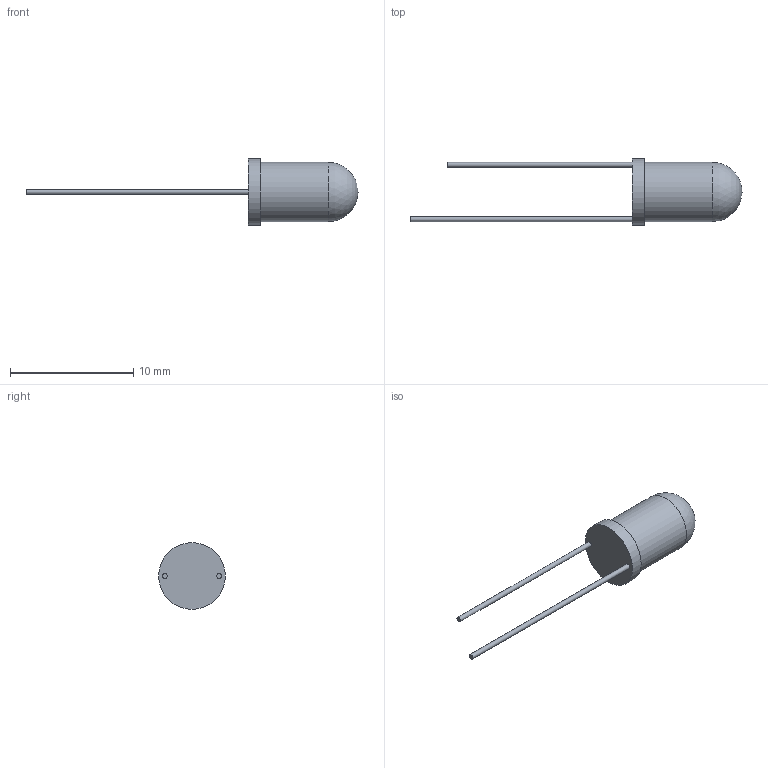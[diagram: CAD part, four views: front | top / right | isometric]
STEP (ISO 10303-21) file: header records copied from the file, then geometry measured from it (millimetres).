
FILE_DESCRIPTION(/* description */ (''),/* implementation_level */ '2;1');
FILE_NAME(/* name */ 'Led v1.step',/* time_stamp */ '2023-07-21T21:49:12-07:00',/* author */ (''),/* organization */ (''),/* preprocessor_version */ 'ST-DEVELOPER v19.2',/* originating_system */ 'Autodesk Translation Framework v12.6.0.85',/* authorisation */ '');
FILE_SCHEMA (('AUTOMOTIVE_DESIGN { 1 0 10303 214 3 1 1 }'));
Length unit declared in the file: millimetre
Products named in the file (1): Led
Bounding box: 26.9 x 5.4 x 5.4 mm (x, y, z)
Volume: 155.5 mm3; surface area: 205.3 mm2
Topology: 1 solids, 1 shells, 9 faces, 15 edges, 10 vertices
Faces by surface type: cylinder 4, plane 4, sphere 1
Full cylindrical faces by diameter (mm): 0.4 x2, 4.8 x1, 5.4 x1
Entity records: 263 total; most frequent: DIRECTION 44, CARTESIAN_POINT 34, ORIENTED_EDGE 28, AXIS2_PLACEMENT_3D 20, EDGE_CURVE 14, EDGE_LOOP 12, CIRCLE 10, VERTEX_POINT 10
